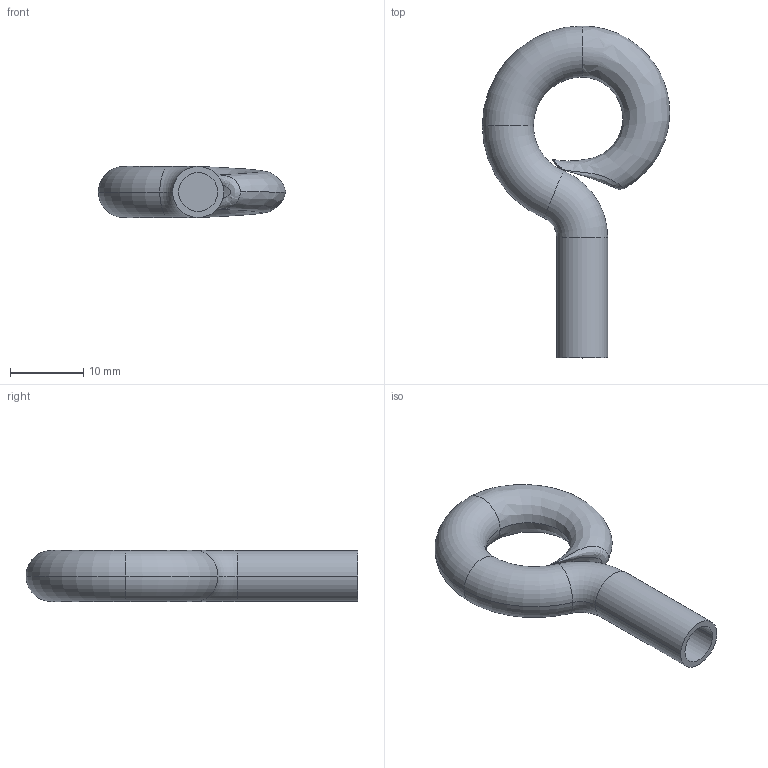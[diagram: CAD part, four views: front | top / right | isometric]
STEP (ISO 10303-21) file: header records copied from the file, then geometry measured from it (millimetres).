
FILE_DESCRIPTION (( 'STEP AP214' ), '1' );
FILE_NAME ('Closed Hook Mod.STEP', '2024-09-20T19:18:59', ( '' ), ( '' ), 'SwSTEP 2.0', 'SolidWorks 2023', '' );
FILE_SCHEMA (( 'AUTOMOTIVE_DESIGN' ));
Length unit declared in the file: inch
Products named in the file (1): Closed Hook Mod
Bounding box: 25.62 x 45.4 x 6.99 mm (x, y, z)
Volume: 2455.9 mm3; surface area: 1928 mm2
Topology: 1 solids, 1 shells, 23 faces, 47 edges, 27 vertices
Faces by surface type: torus 11, bspline 6, cylinder 4, plane 2
Entity records: 1864 total; most frequent: CARTESIAN_POINT 1384, ORIENTED_EDGE 94, DIRECTION 92, EDGE_CURVE 47, AXIS2_PLACEMENT_3D 44, VERTEX_POINT 27, CIRCLE 26, EDGE_LOOP 24
